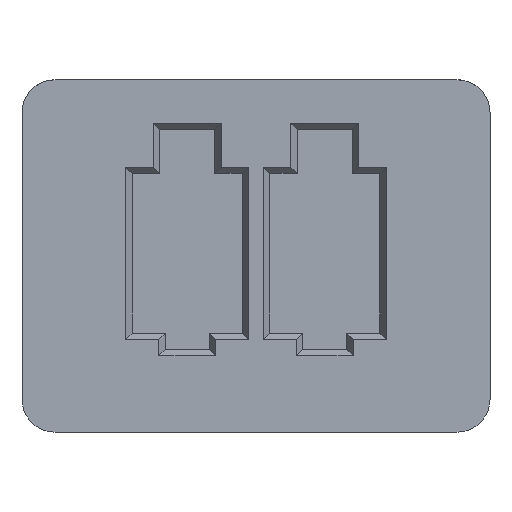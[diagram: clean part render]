
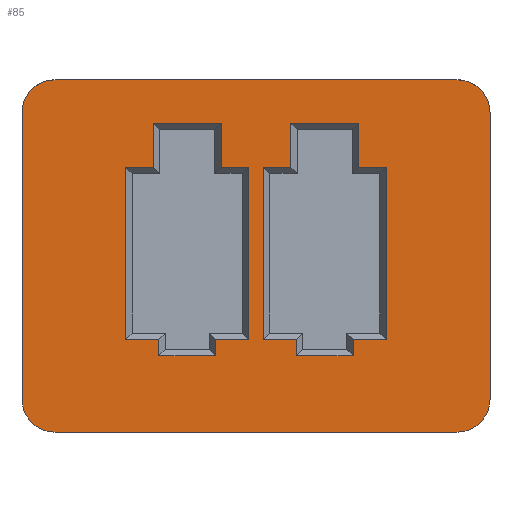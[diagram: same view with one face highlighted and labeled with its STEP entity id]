
A CAD part, front view. The second image highlights one B-rep face of the part: STEP entity #85.
In plain terms, the highlighted planar face has unit normal (0, -1, 0).
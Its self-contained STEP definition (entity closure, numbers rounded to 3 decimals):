
#46=CIRCLE('',#2250,0.3);
#48=CIRCLE('',#2254,0.3);
#49=CIRCLE('',#2258,0.3);
#50=CIRCLE('',#2261,0.3);
#57=FACE_BOUND('',#429,.T.);
#58=FACE_BOUND('',#430,.T.);
#59=FACE_BOUND('',#431,.T.);
#85=ADVANCED_FACE('',(#57,#58,#59),#199,.T.);
#199=PLANE('',#2263);
#429=EDGE_LOOP('',(#708,#709,#710,#711,#712,#713,#714,#715,#716,#717,#718,
#719));
#430=EDGE_LOOP('',(#720,#721,#722,#723,#724,#725,#726,#727,#728,#729,#730,
#731));
#431=EDGE_LOOP('',(#732,#733,#734,#735,#736,#737,#738,#739));
#708=ORIENTED_EDGE('',*,*,#1474,.T.);
#709=ORIENTED_EDGE('',*,*,#1475,.T.);
#710=ORIENTED_EDGE('',*,*,#1476,.T.);
#711=ORIENTED_EDGE('',*,*,#1477,.T.);
#712=ORIENTED_EDGE('',*,*,#1478,.T.);
#713=ORIENTED_EDGE('',*,*,#1479,.T.);
#714=ORIENTED_EDGE('',*,*,#1480,.T.);
#715=ORIENTED_EDGE('',*,*,#1481,.T.);
#716=ORIENTED_EDGE('',*,*,#1482,.T.);
#717=ORIENTED_EDGE('',*,*,#1483,.T.);
#718=ORIENTED_EDGE('',*,*,#1484,.T.);
#719=ORIENTED_EDGE('',*,*,#1485,.T.);
#720=ORIENTED_EDGE('',*,*,#1486,.T.);
#721=ORIENTED_EDGE('',*,*,#1487,.T.);
#722=ORIENTED_EDGE('',*,*,#1488,.T.);
#723=ORIENTED_EDGE('',*,*,#1489,.T.);
#724=ORIENTED_EDGE('',*,*,#1490,.T.);
#725=ORIENTED_EDGE('',*,*,#1491,.T.);
#726=ORIENTED_EDGE('',*,*,#1492,.T.);
#727=ORIENTED_EDGE('',*,*,#1493,.T.);
#728=ORIENTED_EDGE('',*,*,#1494,.T.);
#729=ORIENTED_EDGE('',*,*,#1495,.T.);
#730=ORIENTED_EDGE('',*,*,#1496,.T.);
#731=ORIENTED_EDGE('',*,*,#1497,.T.);
#732=ORIENTED_EDGE('',*,*,#1457,.T.);
#733=ORIENTED_EDGE('',*,*,#1460,.T.);
#734=ORIENTED_EDGE('',*,*,#1463,.T.);
#735=ORIENTED_EDGE('',*,*,#1466,.T.);
#736=ORIENTED_EDGE('',*,*,#1469,.T.);
#737=ORIENTED_EDGE('',*,*,#1471,.T.);
#738=ORIENTED_EDGE('',*,*,#1371,.T.);
#739=ORIENTED_EDGE('',*,*,#1473,.T.);
#1174=VERTEX_POINT('',#2997);
#1175=VERTEX_POINT('',#2999);
#1235=VERTEX_POINT('',#3156);
#1237=VERTEX_POINT('',#3160);
#1239=VERTEX_POINT('',#3166);
#1241=VERTEX_POINT('',#3172);
#1243=VERTEX_POINT('',#3178);
#1245=VERTEX_POINT('',#3184);
#1246=VERTEX_POINT('',#3194);
#1247=VERTEX_POINT('',#3195);
#1248=VERTEX_POINT('',#3197);
#1249=VERTEX_POINT('',#3199);
#1250=VERTEX_POINT('',#3201);
#1251=VERTEX_POINT('',#3203);
#1252=VERTEX_POINT('',#3205);
#1253=VERTEX_POINT('',#3207);
#1254=VERTEX_POINT('',#3209);
#1255=VERTEX_POINT('',#3211);
#1256=VERTEX_POINT('',#3213);
#1257=VERTEX_POINT('',#3215);
#1258=VERTEX_POINT('',#3218);
#1259=VERTEX_POINT('',#3219);
#1260=VERTEX_POINT('',#3221);
#1261=VERTEX_POINT('',#3223);
#1262=VERTEX_POINT('',#3225);
#1263=VERTEX_POINT('',#3227);
#1264=VERTEX_POINT('',#3229);
#1265=VERTEX_POINT('',#3231);
#1266=VERTEX_POINT('',#3233);
#1267=VERTEX_POINT('',#3235);
#1268=VERTEX_POINT('',#3237);
#1269=VERTEX_POINT('',#3239);
#1371=EDGE_CURVE('',#1175,#1174,#1678,.T.);
#1457=EDGE_CURVE('',#1235,#1237,#1764,.T.);
#1460=EDGE_CURVE('',#1237,#1239,#46,.T.);
#1463=EDGE_CURVE('',#1239,#1241,#1768,.T.);
#1466=EDGE_CURVE('',#1241,#1243,#48,.T.);
#1469=EDGE_CURVE('',#1243,#1245,#1772,.T.);
#1471=EDGE_CURVE('',#1245,#1175,#49,.T.);
#1473=EDGE_CURVE('',#1174,#1235,#50,.T.);
#1474=EDGE_CURVE('',#1246,#1247,#1773,.T.);
#1475=EDGE_CURVE('',#1247,#1248,#1774,.T.);
#1476=EDGE_CURVE('',#1248,#1249,#1775,.T.);
#1477=EDGE_CURVE('',#1249,#1250,#1776,.T.);
#1478=EDGE_CURVE('',#1250,#1251,#1777,.T.);
#1479=EDGE_CURVE('',#1251,#1252,#1778,.T.);
#1480=EDGE_CURVE('',#1252,#1253,#1779,.T.);
#1481=EDGE_CURVE('',#1253,#1254,#1780,.T.);
#1482=EDGE_CURVE('',#1254,#1255,#1781,.T.);
#1483=EDGE_CURVE('',#1255,#1256,#1782,.T.);
#1484=EDGE_CURVE('',#1256,#1257,#1783,.T.);
#1485=EDGE_CURVE('',#1257,#1246,#1784,.T.);
#1486=EDGE_CURVE('',#1258,#1259,#1785,.T.);
#1487=EDGE_CURVE('',#1259,#1260,#1786,.T.);
#1488=EDGE_CURVE('',#1260,#1261,#1787,.T.);
#1489=EDGE_CURVE('',#1261,#1262,#1788,.T.);
#1490=EDGE_CURVE('',#1262,#1263,#1789,.T.);
#1491=EDGE_CURVE('',#1263,#1264,#1790,.T.);
#1492=EDGE_CURVE('',#1264,#1265,#1791,.T.);
#1493=EDGE_CURVE('',#1265,#1266,#1792,.T.);
#1494=EDGE_CURVE('',#1266,#1267,#1793,.T.);
#1495=EDGE_CURVE('',#1267,#1268,#1794,.T.);
#1496=EDGE_CURVE('',#1268,#1269,#1795,.T.);
#1497=EDGE_CURVE('',#1269,#1258,#1796,.T.);
#1678=LINE('',#2998,#1973);
#1764=LINE('',#3161,#2059);
#1768=LINE('',#3173,#2063);
#1772=LINE('',#3185,#2067);
#1773=LINE('',#3193,#2068);
#1774=LINE('',#3196,#2069);
#1775=LINE('',#3198,#2070);
#1776=LINE('',#3200,#2071);
#1777=LINE('',#3202,#2072);
#1778=LINE('',#3204,#2073);
#1779=LINE('',#3206,#2074);
#1780=LINE('',#3208,#2075);
#1781=LINE('',#3210,#2076);
#1782=LINE('',#3212,#2077);
#1783=LINE('',#3214,#2078);
#1784=LINE('',#3216,#2079);
#1785=LINE('',#3217,#2080);
#1786=LINE('',#3220,#2081);
#1787=LINE('',#3222,#2082);
#1788=LINE('',#3224,#2083);
#1789=LINE('',#3226,#2084);
#1790=LINE('',#3228,#2085);
#1791=LINE('',#3230,#2086);
#1792=LINE('',#3232,#2087);
#1793=LINE('',#3234,#2088);
#1794=LINE('',#3236,#2089);
#1795=LINE('',#3238,#2090);
#1796=LINE('',#3240,#2091);
#1973=VECTOR('',#2409,1.);
#2059=VECTOR('',#2523,1.);
#2063=VECTOR('',#2535,1.);
#2067=VECTOR('',#2547,1.);
#2068=VECTOR('',#2562,1.);
#2069=VECTOR('',#2563,1.);
#2070=VECTOR('',#2564,1.);
#2071=VECTOR('',#2565,1.);
#2072=VECTOR('',#2566,1.);
#2073=VECTOR('',#2567,1.);
#2074=VECTOR('',#2568,1.);
#2075=VECTOR('',#2569,1.);
#2076=VECTOR('',#2570,1.);
#2077=VECTOR('',#2571,1.);
#2078=VECTOR('',#2572,1.);
#2079=VECTOR('',#2573,1.);
#2080=VECTOR('',#2574,1.);
#2081=VECTOR('',#2575,1.);
#2082=VECTOR('',#2576,1.);
#2083=VECTOR('',#2577,1.);
#2084=VECTOR('',#2578,1.);
#2085=VECTOR('',#2579,1.);
#2086=VECTOR('',#2580,1.);
#2087=VECTOR('',#2581,1.);
#2088=VECTOR('',#2582,1.);
#2089=VECTOR('',#2583,1.);
#2090=VECTOR('',#2584,1.);
#2091=VECTOR('',#2585,1.);
#2250=AXIS2_PLACEMENT_3D('',#3167,#2529,#2530);
#2254=AXIS2_PLACEMENT_3D('',#3179,#2541,#2542);
#2258=AXIS2_PLACEMENT_3D('',#3188,#2552,#2553);
#2261=AXIS2_PLACEMENT_3D('',#3191,#2558,#2559);
#2263=AXIS2_PLACEMENT_3D('',#3241,#2586,#2587);
#2409=DIRECTION('',(-1.,0.,0.));
#2523=DIRECTION('',(0.,0.,-1.));
#2529=DIRECTION('',(0.,-1.,0.));
#2530=DIRECTION('',(1.,0.,0.));
#2535=DIRECTION('',(1.,0.,0.));
#2541=DIRECTION('',(0.,-1.,0.));
#2542=DIRECTION('',(1.,0.,0.));
#2547=DIRECTION('',(0.,0.,1.));
#2552=DIRECTION('',(0.,-1.,0.));
#2553=DIRECTION('',(1.,0.,0.));
#2558=DIRECTION('',(0.,-1.,0.));
#2559=DIRECTION('',(1.,0.,0.));
#2562=DIRECTION('',(1.,0.,0.));
#2563=DIRECTION('',(0.,0.,1.));
#2564=DIRECTION('',(1.,0.,0.));
#2565=DIRECTION('',(0.,0.,-1.));
#2566=DIRECTION('',(1.,0.,0.));
#2567=DIRECTION('',(0.,0.,-1.));
#2568=DIRECTION('',(-1.,0.,0.));
#2569=DIRECTION('',(0.,0.,-1.));
#2570=DIRECTION('',(-1.,0.,0.));
#2571=DIRECTION('',(0.,0.,1.));
#2572=DIRECTION('',(-1.,0.,0.));
#2573=DIRECTION('',(0.,0.,1.));
#2574=DIRECTION('',(1.,0.,0.));
#2575=DIRECTION('',(0.,0.,1.));
#2576=DIRECTION('',(1.,0.,0.));
#2577=DIRECTION('',(0.,0.,-1.));
#2578=DIRECTION('',(1.,0.,0.));
#2579=DIRECTION('',(0.,0.,-1.));
#2580=DIRECTION('',(-1.,0.,0.));
#2581=DIRECTION('',(0.,0.,-1.));
#2582=DIRECTION('',(-1.,0.,0.));
#2583=DIRECTION('',(0.,0.,1.));
#2584=DIRECTION('',(-1.,0.,0.));
#2585=DIRECTION('',(0.,0.,1.));
#2586=DIRECTION('',(0.,-1.,0.));
#2587=DIRECTION('',(0.,0.,-1.));
#2997=CARTESIAN_POINT('',(-1.825,0.,3.2));
#2998=CARTESIAN_POINT('',(1.825,0.,3.2));
#2999=CARTESIAN_POINT('',(1.825,0.,3.2));
#3156=CARTESIAN_POINT('',(-2.125,0.,2.9));
#3160=CARTESIAN_POINT('',(-2.125,0.,0.3));
#3161=CARTESIAN_POINT('',(-2.125,0.,2.9));
#3166=CARTESIAN_POINT('',(-1.825,0.,0.));
#3167=CARTESIAN_POINT('',(-1.825,0.,0.3));
#3172=CARTESIAN_POINT('',(1.825,0.,0.));
#3173=CARTESIAN_POINT('',(-1.825,0.,0.));
#3178=CARTESIAN_POINT('',(2.125,0.,0.3));
#3179=CARTESIAN_POINT('',(1.825,0.,0.3));
#3184=CARTESIAN_POINT('',(2.125,0.,2.9));
#3185=CARTESIAN_POINT('',(2.125,0.,0.3));
#3188=CARTESIAN_POINT('',(1.825,0.,2.9));
#3191=CARTESIAN_POINT('',(-1.825,0.,2.9));
#3193=CARTESIAN_POINT('',(-0.875,0.,2.408));
#3194=CARTESIAN_POINT('',(-1.183,0.,2.408));
#3195=CARTESIAN_POINT('',(-0.933,0.,2.408));
#3196=CARTESIAN_POINT('',(-0.933,0.,2.75));
#3197=CARTESIAN_POINT('',(-0.933,0.,2.808));
#3198=CARTESIAN_POINT('',(-0.375,0.,2.808));
#3199=CARTESIAN_POINT('',(-0.317,0.,2.808));
#3200=CARTESIAN_POINT('',(-0.317,0.,2.35));
#3201=CARTESIAN_POINT('',(-0.317,0.,2.408));
#3202=CARTESIAN_POINT('',(-0.125,0.,2.408));
#3203=CARTESIAN_POINT('',(-0.067,0.,2.408));
#3204=CARTESIAN_POINT('',(-0.067,0.,0.9));
#3205=CARTESIAN_POINT('',(-0.067,0.,0.842));
#3206=CARTESIAN_POINT('',(-0.425,0.,0.842));
#3207=CARTESIAN_POINT('',(-0.367,0.,0.842));
#3208=CARTESIAN_POINT('',(-0.367,0.,0.75));
#3209=CARTESIAN_POINT('',(-0.367,0.,0.692));
#3210=CARTESIAN_POINT('',(-0.825,0.,0.692));
#3211=CARTESIAN_POINT('',(-0.883,0.,0.692));
#3212=CARTESIAN_POINT('',(-0.883,0.,0.9));
#3213=CARTESIAN_POINT('',(-0.883,0.,0.842));
#3214=CARTESIAN_POINT('',(-1.125,0.,0.842));
#3215=CARTESIAN_POINT('',(-1.183,0.,0.842));
#3216=CARTESIAN_POINT('',(-1.183,0.,2.35));
#3217=CARTESIAN_POINT('',(0.375,0.,2.408));
#3218=CARTESIAN_POINT('',(0.067,0.,2.408));
#3219=CARTESIAN_POINT('',(0.317,0.,2.408));
#3220=CARTESIAN_POINT('',(0.317,0.,2.75));
#3221=CARTESIAN_POINT('',(0.317,0.,2.808));
#3222=CARTESIAN_POINT('',(0.875,0.,2.808));
#3223=CARTESIAN_POINT('',(0.933,0.,2.808));
#3224=CARTESIAN_POINT('',(0.933,0.,2.35));
#3225=CARTESIAN_POINT('',(0.933,0.,2.408));
#3226=CARTESIAN_POINT('',(1.125,0.,2.408));
#3227=CARTESIAN_POINT('',(1.183,0.,2.408));
#3228=CARTESIAN_POINT('',(1.183,0.,0.9));
#3229=CARTESIAN_POINT('',(1.183,0.,0.842));
#3230=CARTESIAN_POINT('',(0.825,0.,0.842));
#3231=CARTESIAN_POINT('',(0.883,0.,0.842));
#3232=CARTESIAN_POINT('',(0.883,0.,0.75));
#3233=CARTESIAN_POINT('',(0.883,0.,0.692));
#3234=CARTESIAN_POINT('',(0.425,0.,0.692));
#3235=CARTESIAN_POINT('',(0.367,0.,0.692));
#3236=CARTESIAN_POINT('',(0.367,0.,0.9));
#3237=CARTESIAN_POINT('',(0.367,0.,0.842));
#3238=CARTESIAN_POINT('',(0.125,0.,0.842));
#3239=CARTESIAN_POINT('',(0.067,0.,0.842));
#3240=CARTESIAN_POINT('',(0.067,0.,2.35));
#3241=CARTESIAN_POINT('',(-1.825,0.,0.3));
